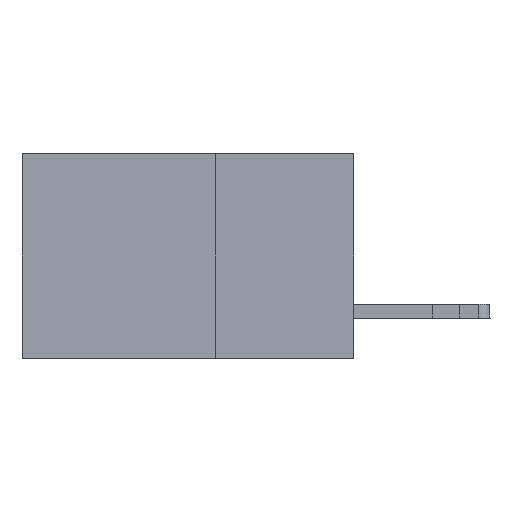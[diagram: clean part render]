
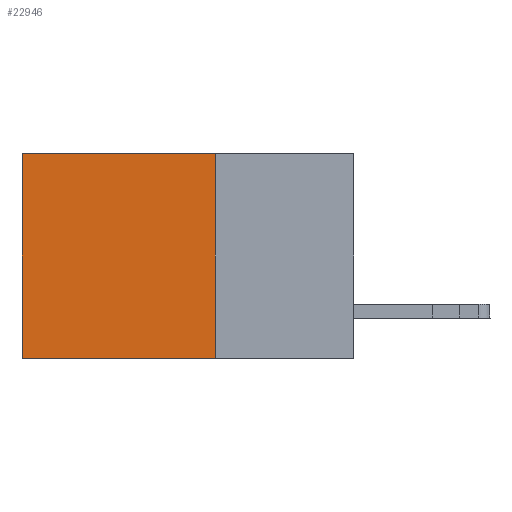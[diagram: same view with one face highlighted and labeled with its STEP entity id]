
A CAD part, left-side view. The second image highlights one B-rep face of the part: STEP entity #22946.
In plain terms, the highlighted planar face has unit normal (-1, 0, 0).
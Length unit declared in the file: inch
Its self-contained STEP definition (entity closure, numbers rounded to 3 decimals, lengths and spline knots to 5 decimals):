
#1219 = DIRECTION ( 'NONE',  ( 0., 1., 0. ) ) ;
#1945 = VECTOR ( 'NONE', #1219, 39.37008 ) ;
#2452 = CARTESIAN_POINT ( 'NONE',  ( 0.2875, 0.25, -0.37 ) ) ;
#2769 = VERTEX_POINT ( 'NONE', #24879 ) ;
#2937 = VERTEX_POINT ( 'NONE', #5068 ) ;
#3358 = EDGE_CURVE ( 'NONE', #2937, #5544, #6442, .T. ) ;
#4763 = DIRECTION ( 'NONE',  ( 0., 1., 0. ) ) ;
#5068 = CARTESIAN_POINT ( 'NONE',  ( 0.2875, 0.25, 0. ) ) ;
#5544 = VERTEX_POINT ( 'NONE', #10245 ) ;
#6117 = FACE_OUTER_BOUND ( 'NONE', #14009, .T. ) ;
#6442 = LINE ( 'NONE', #19670, #17128 ) ;
#7295 = VERTEX_POINT ( 'NONE', #13956 ) ;
#8169 = PLANE ( 'NONE',  #16261 ) ;
#9367 = ORIENTED_EDGE ( 'NONE', *, *, #17888, .T. ) ;
#9682 = CARTESIAN_POINT ( 'NONE',  ( 0.2875, 0.6, 0. ) ) ;
#9961 = VECTOR ( 'NONE', #15590, 39.37008 ) ;
#10245 = CARTESIAN_POINT ( 'NONE',  ( 0.2875, 0.25, -0.37 ) ) ;
#11407 = EDGE_CURVE ( 'NONE', #7295, #2769, #15713, .T. ) ;
#11544 = ORIENTED_EDGE ( 'NONE', *, *, #3358, .F. ) ;
#12209 = LINE ( 'NONE', #2452, #24835 ) ;
#12346 = DIRECTION ( 'NONE',  ( 0., 0., -1. ) ) ;
#13949 = DIRECTION ( 'NONE',  ( 0., 0., -1. ) ) ;
#13956 = CARTESIAN_POINT ( 'NONE',  ( 0.2875, 0.6, 0. ) ) ;
#14009 = EDGE_LOOP ( 'NONE', ( #15970, #23228, #11544, #9367 ) ) ;
#15590 = DIRECTION ( 'NONE',  ( 0., 0., -1. ) ) ;
#15713 = LINE ( 'NONE', #9682, #9961 ) ;
#15737 = CARTESIAN_POINT ( 'NONE',  ( 0.2875, 0.25, 0. ) ) ;
#15970 = ORIENTED_EDGE ( 'NONE', *, *, #11407, .T. ) ;
#16261 = AXIS2_PLACEMENT_3D ( 'NONE', #15737, #17424, #13949 ) ;
#17128 = VECTOR ( 'NONE', #12346, 39.37008 ) ;
#17424 = DIRECTION ( 'NONE',  ( 1., 0., 0. ) ) ;
#17888 = EDGE_CURVE ( 'NONE', #2937, #7295, #22891, .T. ) ;
#19670 = CARTESIAN_POINT ( 'NONE',  ( 0.2875, 0.25, 0. ) ) ;
#20977 = CARTESIAN_POINT ( 'NONE',  ( 0.2875, 0.25, 0. ) ) ;
#22149 = EDGE_CURVE ( 'NONE', #5544, #2769, #12209, .T. ) ;
#22891 = LINE ( 'NONE', #20977, #1945 ) ;
#22946 = ADVANCED_FACE ( 'NONE', ( #6117 ), #8169, .F. ) ;
#23228 = ORIENTED_EDGE ( 'NONE', *, *, #22149, .F. ) ;
#24835 = VECTOR ( 'NONE', #4763, 39.37008 ) ;
#24879 = CARTESIAN_POINT ( 'NONE',  ( 0.2875, 0.6, -0.37 ) ) ;
